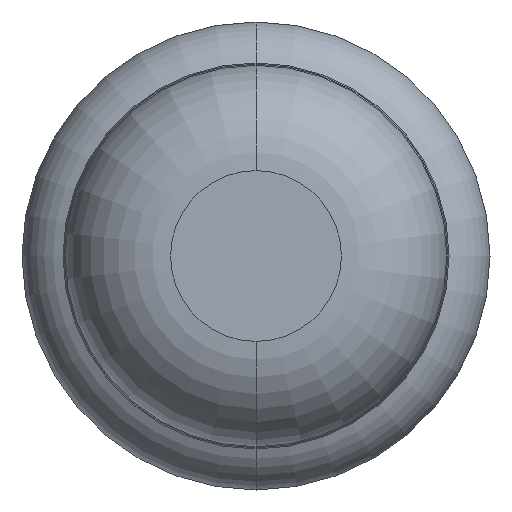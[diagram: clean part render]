
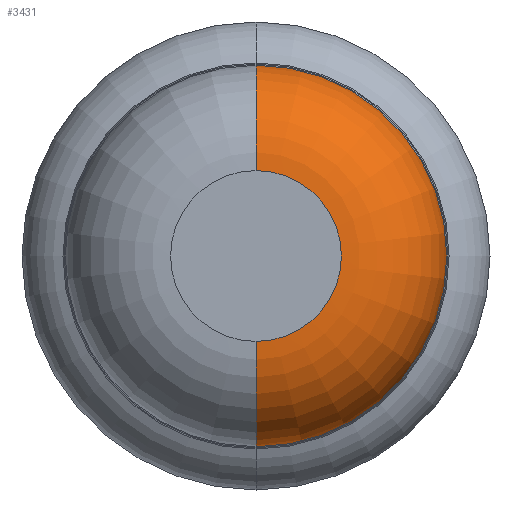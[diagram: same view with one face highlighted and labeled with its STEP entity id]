
A CAD part, front view. The second image highlights one B-rep face of the part: STEP entity #3431.
In plain terms, the highlighted toroidal (fillet/blend) face has major radius 0.365 mm and minor radius 0.45 mm.
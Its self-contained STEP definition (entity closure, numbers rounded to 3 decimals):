
#2 = ORIENTED_EDGE ( 'NONE', *, *, #2072, .T. ) ;
#4 = DIRECTION ( 'NONE',  ( 0., 1., 0. ) ) ;
#213 = AXIS2_PLACEMENT_3D ( 'NONE', #2024, #1066, #1392 ) ;
#303 = CARTESIAN_POINT ( 'NONE',  ( 0., -34.45, 0.815 ) ) ;
#325 = ORIENTED_EDGE ( 'NONE', *, *, #326, .F. ) ;
#326 = EDGE_CURVE ( 'NONE', #2937, #1152, #645, .T. ) ;
#372 = CIRCLE ( 'NONE', #213, 0.45 ) ;
#509 = CARTESIAN_POINT ( 'NONE',  ( 0., -34.45, -0.815 ) ) ;
#572 = TOROIDAL_SURFACE ( 'NONE', #1472, 0.365, 0.45 ) ;
#577 = DIRECTION ( 'NONE',  ( -1., 0., 0. ) ) ;
#645 = CIRCLE ( 'NONE', #4154, 0.45 ) ;
#777 = FACE_OUTER_BOUND ( 'NONE', #2385, .T. ) ;
#1049 = VERTEX_POINT ( 'NONE', #509 ) ;
#1066 = DIRECTION ( 'NONE',  ( 1., 0., 0. ) ) ;
#1072 = DIRECTION ( 'NONE',  ( 0., 1., 0. ) ) ;
#1152 = VERTEX_POINT ( 'NONE', #303 ) ;
#1175 = VERTEX_POINT ( 'NONE', #4228 ) ;
#1197 = CARTESIAN_POINT ( 'NONE',  ( 0., -34.45, 0.365 ) ) ;
#1230 = EDGE_CURVE ( 'Defeature ausgef�hrt1_4+Defeature ausgef�hrt1_3+Defeature ausgef�hrt1_3+Defeature ausgef�hrt1_3', #1152, #1049, #2006, .T. ) ;
#1232 = AXIS2_PLACEMENT_3D ( 'NONE', #1379, #2396, #2723 ) ;
#1363 = CARTESIAN_POINT ( 'NONE',  ( 0., -34.45, 0. ) ) ;
#1379 = CARTESIAN_POINT ( 'NONE',  ( 0., -34.45, 0. ) ) ;
#1392 = DIRECTION ( 'NONE',  ( 0., 0., -1. ) ) ;
#1425 = DIRECTION ( 'NONE',  ( 0., 0., 1. ) ) ;
#1472 = AXIS2_PLACEMENT_3D ( 'NONE', #1363, #4, #2361 ) ;
#1650 = ORIENTED_EDGE ( 'NONE', *, *, #2446, .T. ) ;
#2006 = CIRCLE ( 'NONE', #1232, 0.815 ) ;
#2024 = CARTESIAN_POINT ( 'NONE',  ( 0., -34.45, -0.365 ) ) ;
#2072 = EDGE_CURVE ( 'NONE', #1175, #1049, #372, .T. ) ;
#2361 = DIRECTION ( 'NONE',  ( 0., 0., 1. ) ) ;
#2385 = EDGE_LOOP ( 'NONE', ( #1650, #2, #3233, #325 ) ) ;
#2396 = DIRECTION ( 'NONE',  ( 0., 1., 0. ) ) ;
#2446 = EDGE_CURVE ( 'Defeature ausgef�hrt1_3+Defeature ausgef�hrt1_2+Defeature ausgef�hrt1_2+Defeature ausgef�hrt1_2', #2937, #1175, #3874, .T. ) ;
#2723 = DIRECTION ( 'NONE',  ( 0., 0., 1. ) ) ;
#2724 = CARTESIAN_POINT ( 'NONE',  ( 0., -34.9, 0. ) ) ;
#2937 = VERTEX_POINT ( 'NONE', #2983 ) ;
#2983 = CARTESIAN_POINT ( 'NONE',  ( 0., -34.9, 0.365 ) ) ;
#3172 = AXIS2_PLACEMENT_3D ( 'NONE', #2724, #1072, #1425 ) ;
#3233 = ORIENTED_EDGE ( 'NONE', *, *, #1230, .F. ) ;
#3431 = ADVANCED_FACE ( 'Defeature ausgef�hrt1_3', ( #777 ), #572, .T. ) ;
#3874 = CIRCLE ( 'NONE', #3172, 0.365 ) ;
#4154 = AXIS2_PLACEMENT_3D ( 'NONE', #1197, #577, #4159 ) ;
#4159 = DIRECTION ( 'NONE',  ( 0., 0., 1. ) ) ;
#4228 = CARTESIAN_POINT ( 'NONE',  ( 0., -34.9, -0.365 ) ) ;
